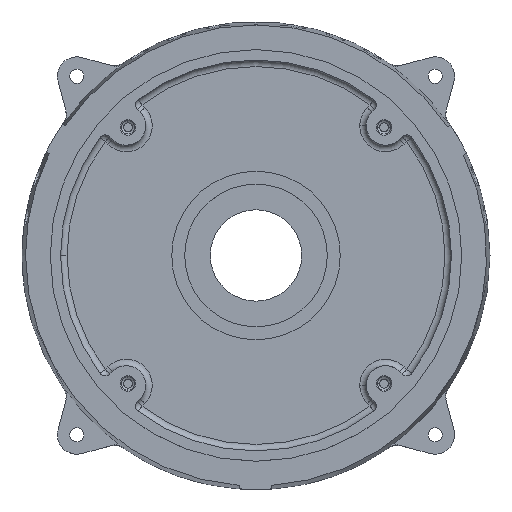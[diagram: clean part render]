
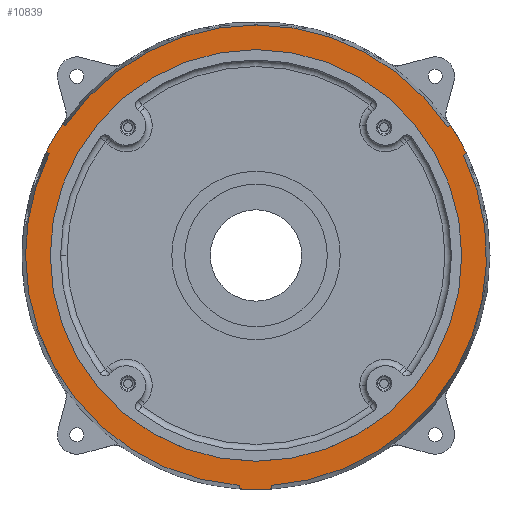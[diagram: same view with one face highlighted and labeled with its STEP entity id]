
A CAD part, top view. The second image highlights one B-rep face of the part: STEP entity #10839.
In plain terms, the highlighted planar face has unit normal (0, 0, 1).
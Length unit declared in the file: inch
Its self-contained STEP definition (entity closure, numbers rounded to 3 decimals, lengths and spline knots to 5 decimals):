
#320 = ORIENTED_EDGE ( 'NONE', *, *, #18393, .F. ) ;
#413 = CIRCLE ( 'NONE', #1332, 7.1063 ) ;
#557 = CARTESIAN_POINT ( 'NONE',  ( 0., 0., 0.41929 ) ) ;
#688 = DIRECTION ( 'NONE',  ( 0., 0., -1. ) ) ;
#859 = VERTEX_POINT ( 'NONE', #18948 ) ;
#1013 = VERTEX_POINT ( 'NONE', #16409 ) ;
#1169 = ORIENTED_EDGE ( 'NONE', *, *, #12902, .F. ) ;
#1332 = AXIS2_PLACEMENT_3D ( 'NONE', #5861, #18273, #11586 ) ;
#1378 = CARTESIAN_POINT ( 'NONE',  ( -6.28458, 3.08287, 0.41929 ) ) ;
#1497 = CARTESIAN_POINT ( 'NONE',  ( 0.47244, -7.09058, 0.41929 ) ) ;
#1520 = DIRECTION ( 'NONE',  ( -0.866, -0.5, 0. ) ) ;
#1615 = DIRECTION ( 'NONE',  ( 0.866, 0.5, 0. ) ) ;
#1683 = DIRECTION ( 'NONE',  ( -0.866, 0.5, 0. ) ) ;
#1888 = DIRECTION ( 'NONE',  ( 0., 1., 0. ) ) ;
#2075 = CARTESIAN_POINT ( 'NONE',  ( 0., 0., 0.41929 ) ) ;
#2143 = CIRCLE ( 'NONE', #19950, 7. ) ;
#2300 = EDGE_CURVE ( 'NONE', #8788, #3970, #11386, .T. ) ;
#2566 = LINE ( 'NONE', #12139, #19741 ) ;
#2632 = ORIENTED_EDGE ( 'NONE', *, *, #19939, .F. ) ;
#2651 = DIRECTION ( 'NONE',  ( -1., 0., 0. ) ) ;
#2667 = ORIENTED_EDGE ( 'NONE', *, *, #4929, .F. ) ;
#2963 = VERTEX_POINT ( 'NONE', #9414 ) ;
#3246 = DIRECTION ( 'NONE',  ( 0., 0., 1. ) ) ;
#3259 = VECTOR ( 'NONE', #17107, 39.37008 ) ;
#3611 = ORIENTED_EDGE ( 'NONE', *, *, #8797, .F. ) ;
#3947 = EDGE_CURVE ( 'NONE', #3970, #859, #12800, .T. ) ;
#3970 = VERTEX_POINT ( 'NONE', #15530 ) ;
#4047 = EDGE_LOOP ( 'NONE', ( #320, #20364 ) ) ;
#4525 = EDGE_CURVE ( 'NONE', #11576, #8788, #21081, .T. ) ;
#4584 = CIRCLE ( 'NONE', #15305, 7.1063 ) ;
#4605 = CIRCLE ( 'NONE', #6200, 6.25 ) ;
#4773 = AXIS2_PLACEMENT_3D ( 'NONE', #17887, #10676, #7236 ) ;
#4929 = EDGE_CURVE ( 'NONE', #8659, #8306, #16894, .T. ) ;
#4992 = AXIS2_PLACEMENT_3D ( 'NONE', #15732, #3246, #19206 ) ;
#5106 = AXIS2_PLACEMENT_3D ( 'NONE', #8090, #8016, #9893 ) ;
#5463 = PLANE ( 'NONE',  #4773 ) ;
#5499 = CARTESIAN_POINT ( 'NONE',  ( 0., 0., 0.41929 ) ) ;
#5539 = ORIENTED_EDGE ( 'NONE', *, *, #8279, .F. ) ;
#5543 = VERTEX_POINT ( 'NONE', #18364 ) ;
#5773 = CARTESIAN_POINT ( 'NONE',  ( -6.37684, 3.13614, 0.41929 ) ) ;
#5789 = VECTOR ( 'NONE', #1683, 39.37008 ) ;
#5861 = CARTESIAN_POINT ( 'NONE',  ( 0., 0., 0.41929 ) ) ;
#6165 = CARTESIAN_POINT ( 'NONE',  ( -7., 0., 0.41929 ) ) ;
#6200 = AXIS2_PLACEMENT_3D ( 'NONE', #12407, #14195, #10709 ) ;
#6287 = LINE ( 'NONE', #17546, #19333 ) ;
#6826 = LINE ( 'NONE', #8100, #3259 ) ;
#7081 = EDGE_CURVE ( 'NONE', #5543, #16563, #4605, .T. ) ;
#7236 = DIRECTION ( 'NONE',  ( -1., 0., 0. ) ) ;
#7609 = AXIS2_PLACEMENT_3D ( 'NONE', #14233, #16179, #8804 ) ;
#8016 = DIRECTION ( 'NONE',  ( 0., 0., -1. ) ) ;
#8090 = CARTESIAN_POINT ( 'NONE',  ( 0., 0., 0.41929 ) ) ;
#8100 = CARTESIAN_POINT ( 'NONE',  ( 0.47244, 7., 0.41929 ) ) ;
#8134 = CARTESIAN_POINT ( 'NONE',  ( -6.28458, 3.08287, 0.41929 ) ) ;
#8172 = ORIENTED_EDGE ( 'NONE', *, *, #12929, .F. ) ;
#8279 = EDGE_CURVE ( 'NONE', #22340, #8659, #4584, .T. ) ;
#8306 = VERTEX_POINT ( 'NONE', #16286 ) ;
#8335 = VERTEX_POINT ( 'NONE', #9617 ) ;
#8659 = VERTEX_POINT ( 'NONE', #16412 ) ;
#8788 = VERTEX_POINT ( 'NONE', #5773 ) ;
#8797 = EDGE_CURVE ( 'NONE', #22354, #8335, #413, .T. ) ;
#8804 = DIRECTION ( 'NONE',  ( -1., 0., 0. ) ) ;
#8923 = VERTEX_POINT ( 'NONE', #20211 ) ;
#9414 = CARTESIAN_POINT ( 'NONE',  ( -0.51181, -6.98126, 0.41929 ) ) ;
#9617 = CARTESIAN_POINT ( 'NONE',  ( -0.51181, -7.08784, 0.41929 ) ) ;
#9893 = DIRECTION ( 'NONE',  ( -1., 0., 0. ) ) ;
#10676 = DIRECTION ( 'NONE',  ( 0., 0., -1. ) ) ;
#10709 = DIRECTION ( 'NONE',  ( 1., 0., 0. ) ) ;
#10839 = ADVANCED_FACE ( 'NONE', ( #19000, #22613 ), #5463, .F. ) ;
#10911 = AXIS2_PLACEMENT_3D ( 'NONE', #11680, #16970, #2651 ) ;
#11042 = VECTOR ( 'NONE', #1520, 39.37008 ) ;
#11386 = CIRCLE ( 'NONE', #17216, 7.1063 ) ;
#11576 = VERTEX_POINT ( 'NONE', #8134 ) ;
#11586 = DIRECTION ( 'NONE',  ( 1., 0., 0. ) ) ;
#11680 = CARTESIAN_POINT ( 'NONE',  ( 0., 0., 0.41929 ) ) ;
#12122 = ORIENTED_EDGE ( 'NONE', *, *, #21861, .F. ) ;
#12139 = CARTESIAN_POINT ( 'NONE',  ( 5.81213, 3.90117, 0.41929 ) ) ;
#12407 = CARTESIAN_POINT ( 'NONE',  ( 0., 0., 0.41929 ) ) ;
#12619 = ORIENTED_EDGE ( 'NONE', *, *, #3947, .F. ) ;
#12702 = DIRECTION ( 'NONE',  ( 0., 0., -1. ) ) ;
#12800 = LINE ( 'NONE', #16987, #14484 ) ;
#12902 = EDGE_CURVE ( 'NONE', #1013, #22340, #2566, .T. ) ;
#12929 = EDGE_CURVE ( 'NONE', #20689, #11576, #17807, .T. ) ;
#12935 = DIRECTION ( 'NONE',  ( 0., 0., -1. ) ) ;
#12951 = CIRCLE ( 'NONE', #4992, 6.25 ) ;
#13061 = DIRECTION ( 'NONE',  ( -1., 0., 0. ) ) ;
#13312 = CIRCLE ( 'NONE', #10911, 7. ) ;
#13647 = ORIENTED_EDGE ( 'NONE', *, *, #19039, .F. ) ;
#13708 = ORIENTED_EDGE ( 'NONE', *, *, #15213, .F. ) ;
#14195 = DIRECTION ( 'NONE',  ( 0., 0., 1. ) ) ;
#14233 = CARTESIAN_POINT ( 'NONE',  ( 0., 0., 0.41929 ) ) ;
#14484 = VECTOR ( 'NONE', #20944, 39.37008 ) ;
#14743 = DIRECTION ( 'NONE',  ( 1., 0., 0. ) ) ;
#14751 = DIRECTION ( 'NONE',  ( 1., 0., 0. ) ) ;
#15213 = EDGE_CURVE ( 'NONE', #2963, #20689, #13312, .T. ) ;
#15305 = AXIS2_PLACEMENT_3D ( 'NONE', #5499, #12702, #14751 ) ;
#15362 = ORIENTED_EDGE ( 'NONE', *, *, #2300, .F. ) ;
#15530 = CARTESIAN_POINT ( 'NONE',  ( -5.88235, 3.98716, 0.41929 ) ) ;
#15732 = CARTESIAN_POINT ( 'NONE',  ( 0., 0., 0.41929 ) ) ;
#16179 = DIRECTION ( 'NONE',  ( 0., 0., -1. ) ) ;
#16286 = CARTESIAN_POINT ( 'NONE',  ( 6.30186, 3.04739, 0.41929 ) ) ;
#16409 = CARTESIAN_POINT ( 'NONE',  ( 5.81213, 3.90117, 0.41929 ) ) ;
#16412 = CARTESIAN_POINT ( 'NONE',  ( 6.39416, 3.10068, 0.41929 ) ) ;
#16563 = VERTEX_POINT ( 'NONE', #22981 ) ;
#16894 = LINE ( 'NONE', #18964, #11042 ) ;
#16970 = DIRECTION ( 'NONE',  ( 0., 0., -1. ) ) ;
#16987 = CARTESIAN_POINT ( 'NONE',  ( -5.88235, 3.98716, 0.41929 ) ) ;
#17107 = DIRECTION ( 'NONE',  ( 0., -1., 0. ) ) ;
#17203 = ORIENTED_EDGE ( 'NONE', *, *, #4525, .F. ) ;
#17216 = AXIS2_PLACEMENT_3D ( 'NONE', #557, #12935, #14743 ) ;
#17382 = CARTESIAN_POINT ( 'NONE',  ( 5.9044, 3.95443, 0.41929 ) ) ;
#17546 = CARTESIAN_POINT ( 'NONE',  ( -0.51181, 7., 0.41929 ) ) ;
#17807 = CIRCLE ( 'NONE', #7609, 7. ) ;
#17887 = CARTESIAN_POINT ( 'NONE',  ( 0., 7., 0.41929 ) ) ;
#18273 = DIRECTION ( 'NONE',  ( 0., 0., -1. ) ) ;
#18364 = CARTESIAN_POINT ( 'NONE',  ( -6.25, 0., 0.41929 ) ) ;
#18393 = EDGE_CURVE ( 'NONE', #16563, #5543, #12951, .T. ) ;
#18948 = CARTESIAN_POINT ( 'NONE',  ( -5.79005, 3.93387, 0.41929 ) ) ;
#18964 = CARTESIAN_POINT ( 'NONE',  ( 6.39416, 3.10068, 0.41929 ) ) ;
#19000 = FACE_BOUND ( 'NONE', #4047, .T. ) ;
#19039 = EDGE_CURVE ( 'NONE', #8335, #2963, #6287, .T. ) ;
#19206 = DIRECTION ( 'NONE',  ( 1., 0., 0. ) ) ;
#19333 = VECTOR ( 'NONE', #1888, 39.37008 ) ;
#19741 = VECTOR ( 'NONE', #1615, 39.37008 ) ;
#19893 = EDGE_CURVE ( 'NONE', #8923, #22354, #6826, .T. ) ;
#19939 = EDGE_CURVE ( 'NONE', #8306, #8923, #2143, .T. ) ;
#19950 = AXIS2_PLACEMENT_3D ( 'NONE', #2075, #688, #13061 ) ;
#20211 = CARTESIAN_POINT ( 'NONE',  ( 0.47244, -6.98404, 0.41929 ) ) ;
#20225 = ORIENTED_EDGE ( 'NONE', *, *, #19893, .F. ) ;
#20364 = ORIENTED_EDGE ( 'NONE', *, *, #7081, .F. ) ;
#20655 = CIRCLE ( 'NONE', #5106, 7. ) ;
#20689 = VERTEX_POINT ( 'NONE', #6165 ) ;
#20944 = DIRECTION ( 'NONE',  ( 0.866, -0.5, 0. ) ) ;
#21081 = LINE ( 'NONE', #1378, #5789 ) ;
#21861 = EDGE_CURVE ( 'NONE', #859, #1013, #20655, .T. ) ;
#22340 = VERTEX_POINT ( 'NONE', #17382 ) ;
#22354 = VERTEX_POINT ( 'NONE', #1497 ) ;
#22613 = FACE_OUTER_BOUND ( 'NONE', #23016, .T. ) ;
#22981 = CARTESIAN_POINT ( 'NONE',  ( 6.25, 0., 0.41929 ) ) ;
#23016 = EDGE_LOOP ( 'NONE', ( #5539, #1169, #12122, #12619, #15362, #17203, #8172, #13708, #13647, #3611, #20225, #2632, #2667 ) ) ;
